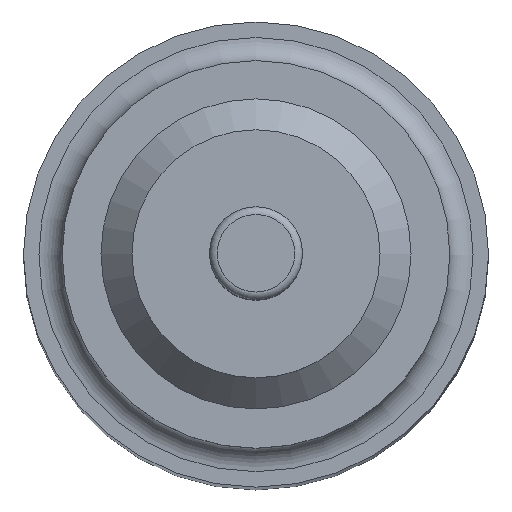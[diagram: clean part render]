
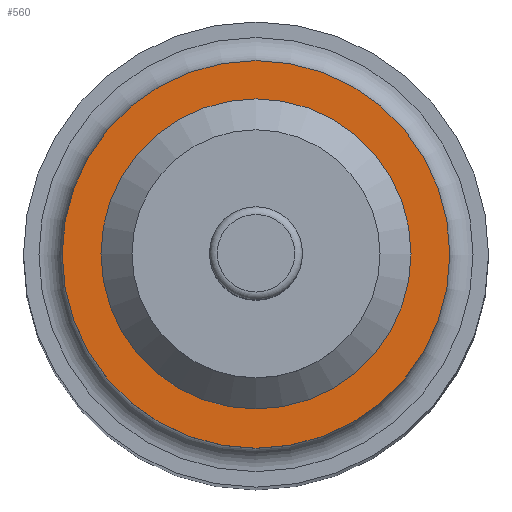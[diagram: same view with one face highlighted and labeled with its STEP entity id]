
A CAD part, top view. The second image highlights one B-rep face of the part: STEP entity #560.
In plain terms, the highlighted face is planar.
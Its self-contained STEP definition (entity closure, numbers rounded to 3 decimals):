
#59=PLANE('',#657);
#223=ORIENTED_EDGE('',*,*,#312,.T.);
#224=ORIENTED_EDGE('',*,*,#311,.F.);
#311=EDGE_CURVE('',#363,#363,#395,.T.);
#312=EDGE_CURVE('',#364,#364,#396,.T.);
#363=VERTEX_POINT('',#1007);
#364=VERTEX_POINT('',#1010);
#395=CIRCLE('',#656,1.98);
#396=CIRCLE('',#658,2.5);
#445=EDGE_LOOP('',(#223));
#446=EDGE_LOOP('',(#224));
#505=FACE_BOUND('',#445,.T.);
#506=FACE_BOUND('',#446,.T.);
#560=ADVANCED_FACE('',(#505,#506),#59,.T.);
#656=AXIS2_PLACEMENT_3D('',#1006,#815,#816);
#657=AXIS2_PLACEMENT_3D('',#1008,#817,#818);
#658=AXIS2_PLACEMENT_3D('',#1009,#819,#820);
#815=DIRECTION('',(0.,0.,-1.));
#816=DIRECTION('',(-1.,0.,0.));
#817=DIRECTION('',(0.,0.,-1.));
#818=DIRECTION('',(-1.,0.,0.));
#819=DIRECTION('',(0.,0.,-1.));
#820=DIRECTION('',(-1.,0.,0.));
#1006=CARTESIAN_POINT('',(0.,0.,0.));
#1007=CARTESIAN_POINT('',(-1.98,0.,0.));
#1008=CARTESIAN_POINT('',(0.,1.98,0.));
#1009=CARTESIAN_POINT('',(0.,0.,0.));
#1010=CARTESIAN_POINT('',(-2.5,0.,0.));
